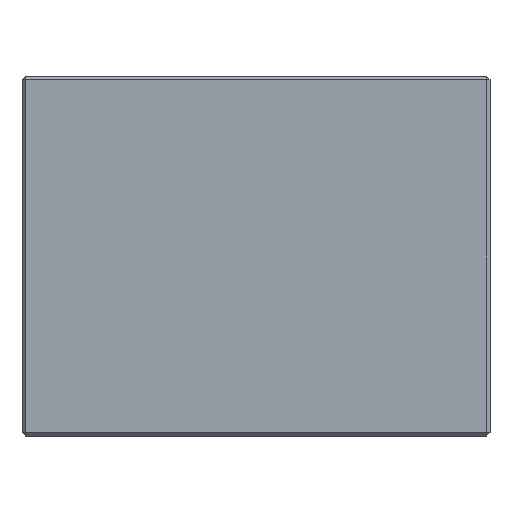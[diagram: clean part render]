
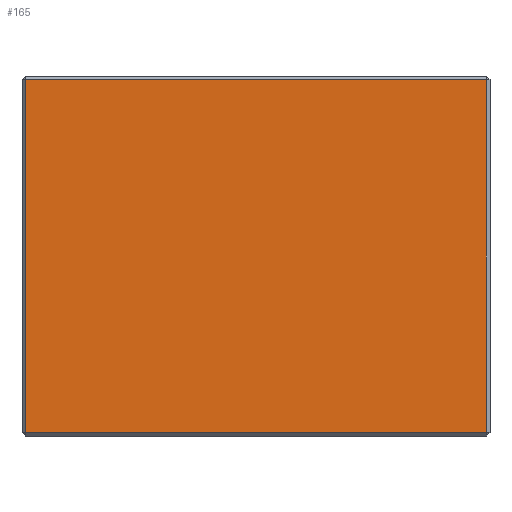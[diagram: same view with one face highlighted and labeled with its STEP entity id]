
A CAD part, front view. The second image highlights one B-rep face of the part: STEP entity #165.
In plain terms, the highlighted planar face has unit normal (0, -1, 0).
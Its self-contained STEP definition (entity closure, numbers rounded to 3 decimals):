
#138=FACE_OUTER_BOUND('',#441,.T.);
#165=ADVANCED_FACE('',(#138),#226,.F.);
#226=PLANE('',#901);
#261=LINE('',#1275,#309);
#262=LINE('',#1278,#310);
#263=LINE('',#1280,#311);
#264=LINE('',#1282,#312);
#309=VECTOR('',#1022,1.);
#310=VECTOR('',#1023,1.);
#311=VECTOR('',#1024,1.);
#312=VECTOR('',#1025,1.);
#441=EDGE_LOOP('',(#544,#545,#546,#547));
#544=ORIENTED_EDGE('',*,*,#785,.T.);
#545=ORIENTED_EDGE('',*,*,#786,.T.);
#546=ORIENTED_EDGE('',*,*,#787,.T.);
#547=ORIENTED_EDGE('',*,*,#788,.T.);
#716=VERTEX_POINT('',#1276);
#717=VERTEX_POINT('',#1277);
#718=VERTEX_POINT('',#1279);
#719=VERTEX_POINT('',#1281);
#785=EDGE_CURVE('',#716,#717,#261,.T.);
#786=EDGE_CURVE('',#717,#718,#262,.T.);
#787=EDGE_CURVE('',#718,#719,#263,.T.);
#788=EDGE_CURVE('',#719,#716,#264,.T.);
#901=AXIS2_PLACEMENT_3D('',#1283,#1026,#1027);
#1022=DIRECTION('',(0.,0.,-1.));
#1023=DIRECTION('',(1.,0.,0.));
#1024=DIRECTION('',(0.,0.,1.));
#1025=DIRECTION('',(-1.,0.,0.));
#1026=DIRECTION('',(0.,1.,0.));
#1027=DIRECTION('',(0.,0.,1.));
#1275=CARTESIAN_POINT('',(1.,-50.,50.));
#1276=CARTESIAN_POINT('',(1.,-50.,49.));
#1277=CARTESIAN_POINT('',(1.,-50.,-49.));
#1278=CARTESIAN_POINT('',(130.,-50.,-49.));
#1279=CARTESIAN_POINT('',(129.,-50.,-49.));
#1280=CARTESIAN_POINT('',(129.,-50.,50.));
#1281=CARTESIAN_POINT('',(129.,-50.,49.));
#1282=CARTESIAN_POINT('',(130.,-50.,49.));
#1283=CARTESIAN_POINT('',(130.,-50.,50.));
